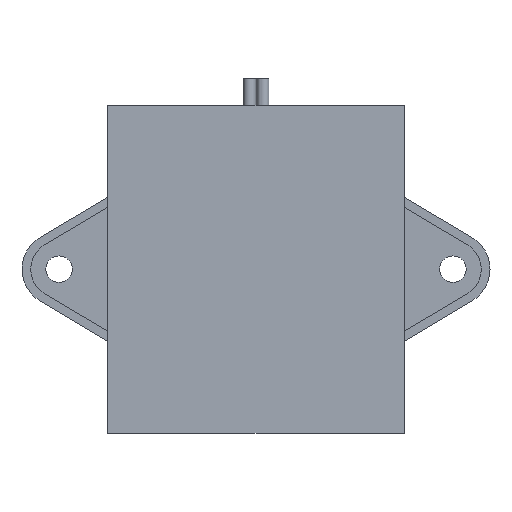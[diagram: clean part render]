
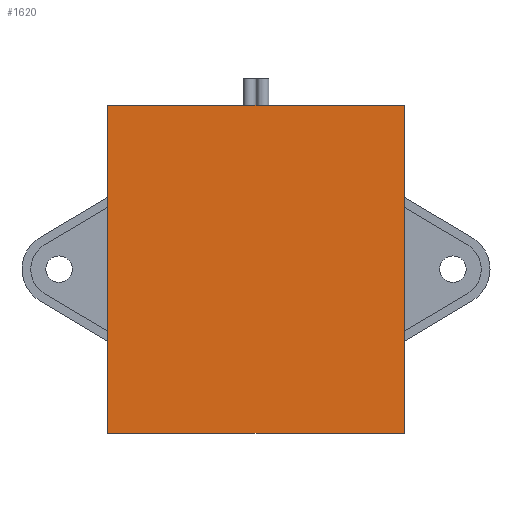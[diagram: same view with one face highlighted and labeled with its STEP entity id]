
A CAD part, front view. The second image highlights one B-rep face of the part: STEP entity #1620.
In plain terms, the highlighted planar face has unit normal (0, -1, 0).
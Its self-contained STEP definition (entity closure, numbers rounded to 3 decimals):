
#9 = VECTOR ( 'NONE', #177, 1000. ) ;
#59 = VERTEX_POINT ( 'NONE', #750 ) ;
#174 = DIRECTION ( 'NONE',  ( 0., 0., -1. ) ) ;
#177 = DIRECTION ( 'NONE',  ( 1., 0., 0. ) ) ;
#185 = CARTESIAN_POINT ( 'NONE',  ( 28., -7.425, 0. ) ) ;
#187 = VERTEX_POINT ( 'NONE', #686 ) ;
#207 = CARTESIAN_POINT ( 'NONE',  ( 0., -7.425, 0. ) ) ;
#213 = LINE ( 'NONE', #207, #9 ) ;
#234 = AXIS2_PLACEMENT_3D ( 'NONE', #855, #1645, #333 ) ;
#273 = LINE ( 'NONE', #799, #945 ) ;
#314 = PLANE ( 'NONE',  #234 ) ;
#333 = DIRECTION ( 'NONE',  ( 0., 0., -1. ) ) ;
#414 = ORIENTED_EDGE ( 'NONE', *, *, #1595, .F. ) ;
#532 = VECTOR ( 'NONE', #1563, 1000. ) ;
#544 = EDGE_CURVE ( 'NONE', #59, #1179, #641, .T. ) ;
#561 = EDGE_LOOP ( 'NONE', ( #1631, #1158, #414, #1322 ) ) ;
#641 = LINE ( 'NONE', #1692, #532 ) ;
#686 = CARTESIAN_POINT ( 'NONE',  ( 28., -7.425, 0. ) ) ;
#714 = VERTEX_POINT ( 'NONE', #1593 ) ;
#750 = CARTESIAN_POINT ( 'NONE',  ( 0., -7.425, -31. ) ) ;
#799 = CARTESIAN_POINT ( 'NONE',  ( 0., -7.425, -31. ) ) ;
#843 = FACE_OUTER_BOUND ( 'NONE', #561, .T. ) ;
#855 = CARTESIAN_POINT ( 'NONE',  ( 0., -7.425, 0. ) ) ;
#945 = VECTOR ( 'NONE', #1401, 1000. ) ;
#1108 = EDGE_CURVE ( 'NONE', #714, #59, #273, .T. ) ;
#1158 = ORIENTED_EDGE ( 'NONE', *, *, #1108, .F. ) ;
#1179 = VERTEX_POINT ( 'NONE', #1364 ) ;
#1188 = EDGE_CURVE ( 'NONE', #1179, #187, #213, .T. ) ;
#1322 = ORIENTED_EDGE ( 'NONE', *, *, #1188, .F. ) ;
#1364 = CARTESIAN_POINT ( 'NONE',  ( 0., -7.425, 0. ) ) ;
#1401 = DIRECTION ( 'NONE',  ( -1., 0., 0. ) ) ;
#1563 = DIRECTION ( 'NONE',  ( 0., 0., 1. ) ) ;
#1581 = VECTOR ( 'NONE', #174, 1000. ) ;
#1593 = CARTESIAN_POINT ( 'NONE',  ( 28., -7.425, -31. ) ) ;
#1595 = EDGE_CURVE ( 'NONE', #187, #714, #1605, .T. ) ;
#1605 = LINE ( 'NONE', #185, #1581 ) ;
#1620 = ADVANCED_FACE ( 'NONE', ( #843 ), #314, .T. ) ;
#1631 = ORIENTED_EDGE ( 'NONE', *, *, #544, .F. ) ;
#1645 = DIRECTION ( 'NONE',  ( 0., -1., 0. ) ) ;
#1692 = CARTESIAN_POINT ( 'NONE',  ( 0., -7.425, 0. ) ) ;
